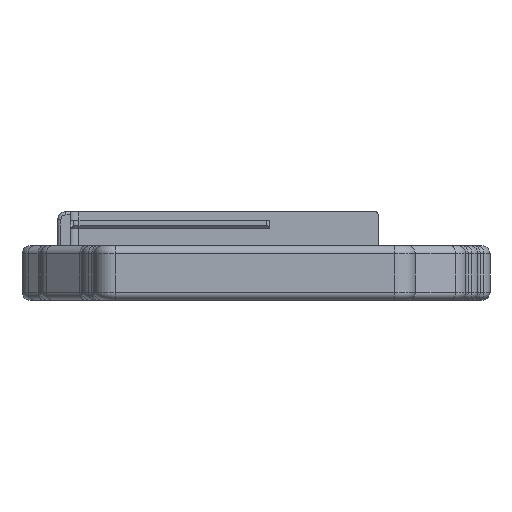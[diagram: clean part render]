
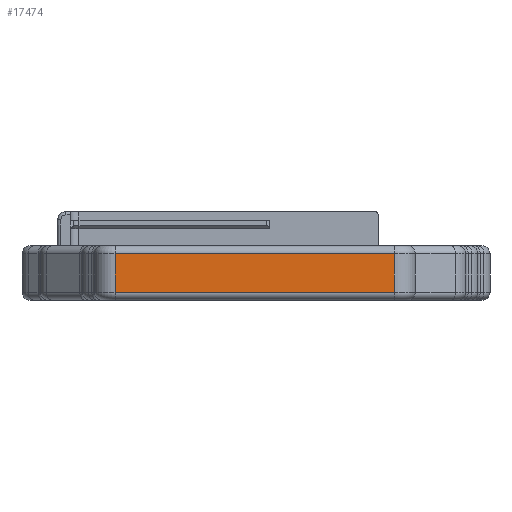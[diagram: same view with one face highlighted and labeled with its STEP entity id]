
A CAD part, left-side view. The second image highlights one B-rep face of the part: STEP entity #17474.
In plain terms, the highlighted planar face has unit normal (-1, 0, 0).
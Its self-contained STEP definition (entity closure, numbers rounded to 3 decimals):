
#296=PLANE('',#18686);
#808=FACE_OUTER_BOUND('',#1793,.T.);
#1793=EDGE_LOOP('',(#12122,#12123,#12124,#12125));
#2835=LINE('',#26371,#4467);
#2857=LINE('',#26500,#4489);
#2944=LINE('',#26842,#4576);
#2955=LINE('',#26922,#4587);
#4467=VECTOR('',#20624,10.);
#4489=VECTOR('',#20776,10.);
#4576=VECTOR('',#21123,10.);
#4587=VECTOR('',#21234,10.);
#7177=VERTEX_POINT('',#26361);
#7179=VERTEX_POINT('',#26367);
#7222=VERTEX_POINT('',#26498);
#7345=VERTEX_POINT('',#26833);
#8939=EDGE_CURVE('',#7177,#7179,#2835,.T.);
#9004=EDGE_CURVE('',#7177,#7222,#2857,.T.);
#9176=EDGE_CURVE('',#7345,#7222,#2944,.T.);
#9216=EDGE_CURVE('',#7179,#7345,#2955,.T.);
#12122=ORIENTED_EDGE('',*,*,#8939,.F.);
#12123=ORIENTED_EDGE('',*,*,#9004,.T.);
#12124=ORIENTED_EDGE('',*,*,#9176,.F.);
#12125=ORIENTED_EDGE('',*,*,#9216,.F.);
#17474=ADVANCED_FACE('',(#808),#296,.T.);
#18686=AXIS2_PLACEMENT_3D('',#26921,#21232,#21233);
#20624=DIRECTION('',(0.,1.,0.));
#20776=DIRECTION('',(0.,0.,1.));
#21123=DIRECTION('',(0.,-1.,0.));
#21232=DIRECTION('center_axis',(-1.,0.,0.));
#21233=DIRECTION('ref_axis',(0.,-1.,0.));
#21234=DIRECTION('',(0.,0.,1.));
#26361=CARTESIAN_POINT('',(-142.2,16.193,1.6));
#26367=CARTESIAN_POINT('',(-142.2,69.593,1.6));
#26371=CARTESIAN_POINT('',(-142.2,56.118,1.6));
#26498=CARTESIAN_POINT('',(-142.2,16.193,8.9));
#26500=CARTESIAN_POINT('',(-142.2,16.193,0.));
#26833=CARTESIAN_POINT('',(-142.2,69.593,8.9));
#26842=CARTESIAN_POINT('',(-142.2,56.118,8.9));
#26921=CARTESIAN_POINT('Origin',(-142.2,69.593,0.));
#26922=CARTESIAN_POINT('',(-142.2,69.593,0.));
